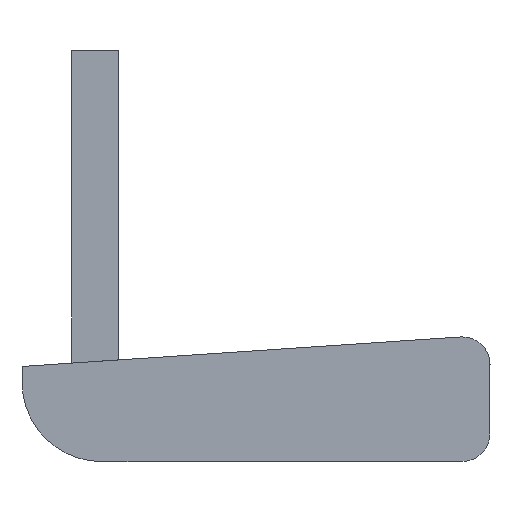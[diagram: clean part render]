
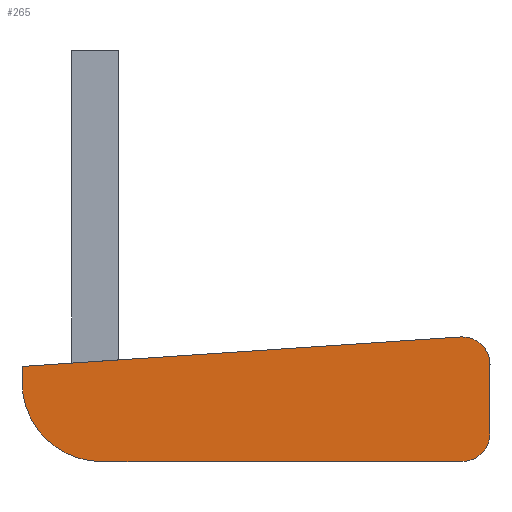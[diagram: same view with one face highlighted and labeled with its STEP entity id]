
A CAD part, left-side view. The second image highlights one B-rep face of the part: STEP entity #265.
In plain terms, the highlighted planar face has unit normal (-1, 0, 0).
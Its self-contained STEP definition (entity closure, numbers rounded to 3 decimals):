
#141=AXIS2_PLACEMENT_3D('Circle Axis2P3D',#139,#140,$) ;
#172=AXIS2_PLACEMENT_3D('Circle Axis2P3D',#170,#171,$) ;
#203=AXIS2_PLACEMENT_3D('Circle Axis2P3D',#201,#202,$) ;
#221=AXIS2_PLACEMENT_3D('Plane Axis2P3D',#218,#219,#220) ;
#232=AXIS2_PLACEMENT_3D('Circle Axis2P3D',#230,#231,$) ;
#112=CARTESIAN_POINT('Vertex',(0.,0.,3.498)) ;
#115=CARTESIAN_POINT('Line Origine',(0.,0.004,2.249)) ;
#119=CARTESIAN_POINT('Vertex',(0.,0.007,0.999)) ;
#139=CARTESIAN_POINT('Axis2P3D Location',(0.,1.007,0.999)) ;
#143=CARTESIAN_POINT('Vertex',(0.,0.979,0.)) ;
#167=CARTESIAN_POINT('Vertex',(0.,13.945,0.)) ;
#170=CARTESIAN_POINT('Axis2P3D Location',(0.,14.034,2.866)) ;
#174=CARTESIAN_POINT('Vertex',(0.,16.901,2.85)) ;
#198=CARTESIAN_POINT('Vertex',(0.,1.067,4.499)) ;
#201=CARTESIAN_POINT('Axis2P3D Location',(0.,1.,3.501)) ;
#218=CARTESIAN_POINT('Axis2P3D Location',(0.,14.953,10.052)) ;
#223=CARTESIAN_POINT('Line Origine',(0.,6.921,4.105)) ;
#227=CARTESIAN_POINT('Vertex',(0.,12.774,3.712)) ;
#230=CARTESIAN_POINT('Axis2P3D Location',(0.,12.77,3.241)) ;
#234=CARTESIAN_POINT('Vertex',(0.,12.829,3.708)) ;
#237=CARTESIAN_POINT('Line Origine',(0.,14.867,3.571)) ;
#241=CARTESIAN_POINT('Vertex',(0.,16.905,3.434)) ;
#244=CARTESIAN_POINT('Line Origine',(0.,16.903,3.142)) ;
#249=CARTESIAN_POINT('Line Origine',(0.,7.462,0.)) ;
#116=DIRECTION('Vector Direction',(0.,-0.003,1.)) ;
#140=DIRECTION('Axis2P3D Direction',(-1.,0.,0.)) ;
#171=DIRECTION('Axis2P3D Direction',(-1.,0.,0.)) ;
#202=DIRECTION('Axis2P3D Direction',(-1.,0.,0.)) ;
#219=DIRECTION('Axis2P3D Direction',(-1.,0.,0.)) ;
#220=DIRECTION('Axis2P3D XDirection',(0.,1.,0.)) ;
#224=DIRECTION('Vector Direction',(0.,0.998,-0.067)) ;
#231=DIRECTION('Axis2P3D Direction',(-1.,0.,0.)) ;
#238=DIRECTION('Vector Direction',(0.,0.998,-0.067)) ;
#245=DIRECTION('Vector Direction',(0.,-0.006,-1.)) ;
#250=DIRECTION('Vector Direction',(0.,-1.,0.)) ;
#117=VECTOR('Line Direction',#116,1.) ;
#225=VECTOR('Line Direction',#224,1.) ;
#239=VECTOR('Line Direction',#238,1.) ;
#246=VECTOR('Line Direction',#245,1.) ;
#251=VECTOR('Line Direction',#250,1.) ;
#255=ORIENTED_EDGE('',*,*,#229,.T.) ;
#256=ORIENTED_EDGE('',*,*,#236,.F.) ;
#257=ORIENTED_EDGE('',*,*,#243,.T.) ;
#258=ORIENTED_EDGE('',*,*,#248,.T.) ;
#259=ORIENTED_EDGE('',*,*,#176,.T.) ;
#260=ORIENTED_EDGE('',*,*,#253,.T.) ;
#261=ORIENTED_EDGE('',*,*,#145,.T.) ;
#262=ORIENTED_EDGE('',*,*,#121,.T.) ;
#263=ORIENTED_EDGE('',*,*,#205,.T.) ;
#265=ADVANCED_FACE('178\\MANIFOLD_SOLID_BREP #737',(#264),#222,.T.) ;
#142=CIRCLE('generated circle',#141,1.) ;
#173=CIRCLE('generated circle',#172,2.867) ;
#204=CIRCLE('generated circle',#203,1.) ;
#233=CIRCLE('generated circle',#232,0.471) ;
#121=EDGE_CURVE('',#120,#113,#118,.T.) ;
#145=EDGE_CURVE('',#144,#120,#142,.T.) ;
#176=EDGE_CURVE('',#175,#168,#173,.T.) ;
#205=EDGE_CURVE('',#113,#199,#204,.T.) ;
#229=EDGE_CURVE('',#199,#228,#226,.T.) ;
#236=EDGE_CURVE('',#235,#228,#233,.F.) ;
#243=EDGE_CURVE('',#235,#242,#240,.T.) ;
#248=EDGE_CURVE('',#242,#175,#247,.T.) ;
#253=EDGE_CURVE('',#168,#144,#252,.T.) ;
#254=EDGE_LOOP('',(#255,#256,#257,#258,#259,#260,#261,#262,#263)) ;
#264=FACE_OUTER_BOUND('',#254,.T.) ;
#118=LINE('Line',#115,#117) ;
#226=LINE('Line',#223,#225) ;
#240=LINE('Line',#237,#239) ;
#247=LINE('Line',#244,#246) ;
#252=LINE('Line',#249,#251) ;
#222=PLANE('',#221) ;
#113=VERTEX_POINT('',#112) ;
#120=VERTEX_POINT('',#119) ;
#144=VERTEX_POINT('',#143) ;
#168=VERTEX_POINT('',#167) ;
#175=VERTEX_POINT('',#174) ;
#199=VERTEX_POINT('',#198) ;
#228=VERTEX_POINT('',#227) ;
#235=VERTEX_POINT('',#234) ;
#242=VERTEX_POINT('',#241) ;
